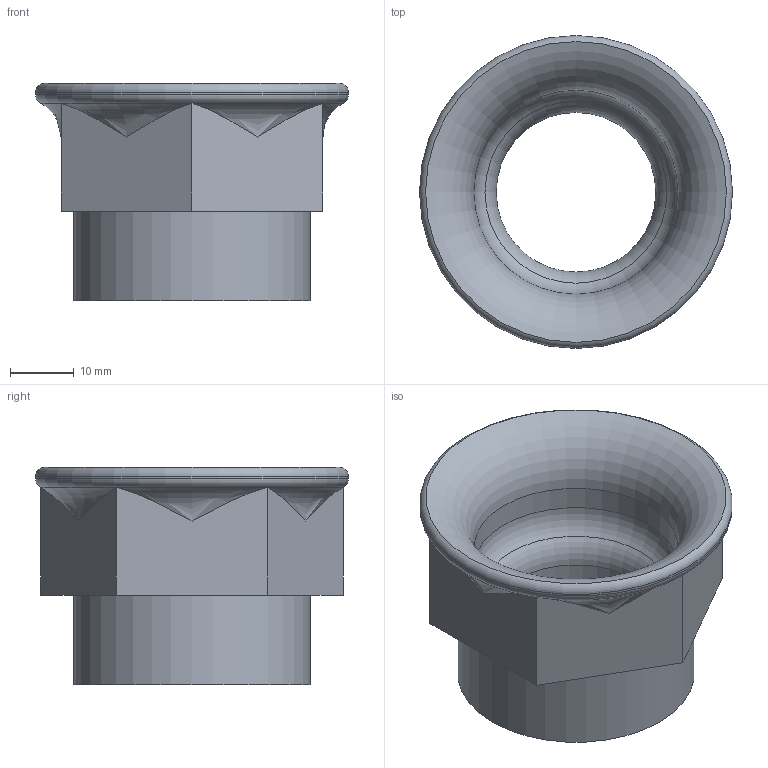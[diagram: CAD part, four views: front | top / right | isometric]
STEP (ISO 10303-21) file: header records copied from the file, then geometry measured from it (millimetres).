
FILE_DESCRIPTION(/* description */ (''),/* implementation_level */ '2;1');
FILE_NAME(/* name */ '12091739_TZP 29.stp',/* time_stamp */ '2016-01-05T07:39:00+01:00',/* author */ ('arempel'),/* organization */ (''),/* preprocessor_version */ 'ST-DEVELOPER v16.1',/* originating_system */ 'Autodesk Inventor 2016',/* authorisation */ '');
FILE_SCHEMA (('AUTOMOTIVE_DESIGN { 1 0 10303 214 3 1 1 }'));
Length unit declared in the file: millimetre
Products named in the file (1): 1009355_3Dsym
Bounding box: 49 x 49 x 34 mm (x, y, z)
Volume: 19861.3 mm3; surface area: 9236.4 mm2
Topology: 1 solids, 1 shells, 19 faces, 47 edges, 30 vertices
Faces by surface type: plane 8, torus 6, cylinder 4, cone 1
Full cylindrical faces by diameter (mm): 25 x1, 32 x1, 37 x1, 49 x1
Entity records: 570 total; most frequent: CARTESIAN_POINT 146, DIRECTION 76, ORIENTED_EDGE 72, EDGE_CURVE 36, EDGE_LOOP 32, AXIS2_PLACEMENT_3D 32, VERTEX_POINT 30, FACE_OUTER_BOUND 19
